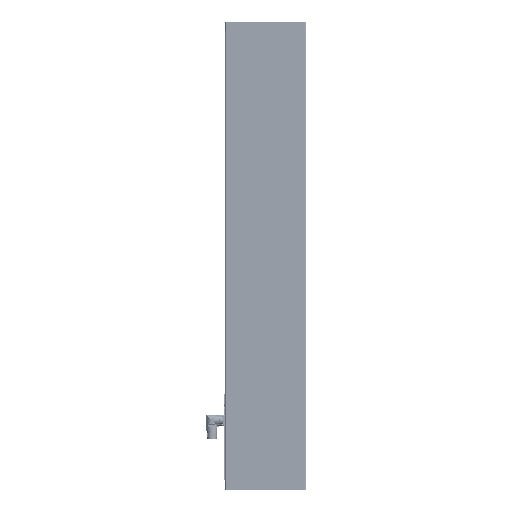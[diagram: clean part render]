
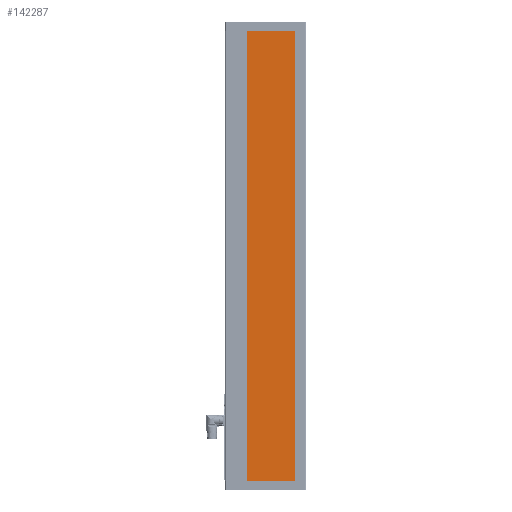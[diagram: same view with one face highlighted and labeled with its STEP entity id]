
A CAD part, left-side view. The second image highlights one B-rep face of the part: STEP entity #142287.
In plain terms, the highlighted planar face has unit normal (-1, 0, 0).
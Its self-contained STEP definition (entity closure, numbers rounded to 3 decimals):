
#9673 = EDGE_CURVE ( 'NONE', #124453, #143498, #119939, .T. ) ;
#22449 = DIRECTION ( 'NONE',  ( 0., 0., 1. ) ) ;
#26034 = CARTESIAN_POINT ( 'NONE',  ( 0., 40.9, 0. ) ) ;
#33188 = CARTESIAN_POINT ( 'NONE',  ( 0., -65.4, 1000. ) ) ;
#33465 = EDGE_CURVE ( 'NONE', #124453, #58447, #126356, .T. ) ;
#34301 = CARTESIAN_POINT ( 'NONE',  ( 0., -90., 1000. ) ) ;
#42275 = DIRECTION ( 'NONE',  ( 0., 0., -1. ) ) ;
#45322 = DIRECTION ( 'NONE',  ( 0., -1., 0. ) ) ;
#47321 = CARTESIAN_POINT ( 'NONE',  ( 0., 40.9, 1000. ) ) ;
#50793 = VERTEX_POINT ( 'NONE', #101803 ) ;
#52029 = CARTESIAN_POINT ( 'NONE',  ( 0., -90., 0. ) ) ;
#54057 = CARTESIAN_POINT ( 'NONE',  ( 0., -65.4, 0. ) ) ;
#58447 = VERTEX_POINT ( 'NONE', #54057 ) ;
#59172 = EDGE_CURVE ( 'NONE', #143498, #50793, #75387, .T. ) ;
#61942 = VECTOR ( 'NONE', #144323, 1000. ) ;
#75387 = LINE ( 'NONE', #34301, #136432 ) ;
#85113 = CARTESIAN_POINT ( 'NONE',  ( 0., -90., 1000. ) ) ;
#89721 = LINE ( 'NONE', #33188, #61942 ) ;
#101803 = CARTESIAN_POINT ( 'NONE',  ( 0., -65.4, 1000. ) ) ;
#103578 = EDGE_LOOP ( 'NONE', ( #129009, #177619, #132219, #117056 ) ) ;
#107582 = DIRECTION ( 'NONE',  ( 0., -1., 0. ) ) ;
#108641 = VECTOR ( 'NONE', #22449, 1000. ) ;
#111477 = PLANE ( 'NONE',  #170529 ) ;
#117056 = ORIENTED_EDGE ( 'NONE', *, *, #136876, .T. ) ;
#119593 = CARTESIAN_POINT ( 'NONE',  ( 0., 40.9, 0. ) ) ;
#119939 = LINE ( 'NONE', #26034, #108641 ) ;
#124453 = VERTEX_POINT ( 'NONE', #119593 ) ;
#126356 = LINE ( 'NONE', #52029, #128768 ) ;
#128768 = VECTOR ( 'NONE', #107582, 1000. ) ;
#129009 = ORIENTED_EDGE ( 'NONE', *, *, #59172, .F. ) ;
#132219 = ORIENTED_EDGE ( 'NONE', *, *, #33465, .T. ) ;
#136432 = VECTOR ( 'NONE', #45322, 1000. ) ;
#136876 = EDGE_CURVE ( 'NONE', #58447, #50793, #89721, .T. ) ;
#140574 = DIRECTION ( 'NONE',  ( 1., 0., 0. ) ) ;
#142287 = ADVANCED_FACE ( 'NONE', ( #154290 ), #111477, .F. ) ;
#143498 = VERTEX_POINT ( 'NONE', #47321 ) ;
#144323 = DIRECTION ( 'NONE',  ( 0., 0., 1. ) ) ;
#154290 = FACE_OUTER_BOUND ( 'NONE', #103578, .T. ) ;
#170529 = AXIS2_PLACEMENT_3D ( 'NONE', #85113, #140574, #42275 ) ;
#177619 = ORIENTED_EDGE ( 'NONE', *, *, #9673, .F. ) ;
